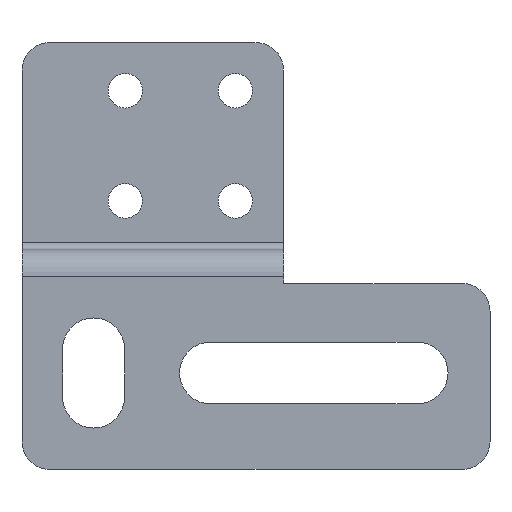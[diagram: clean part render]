
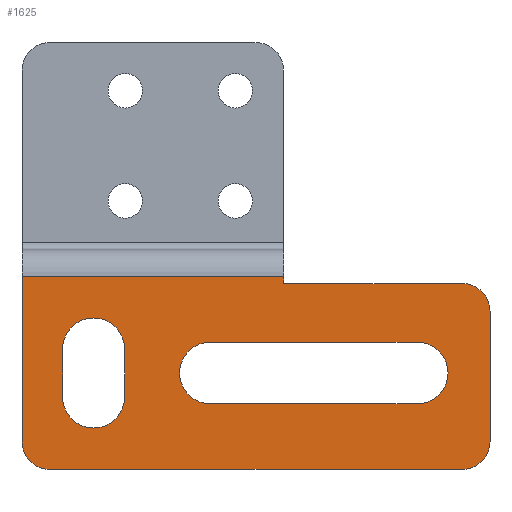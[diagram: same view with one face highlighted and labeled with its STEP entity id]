
A CAD part, left-side view. The second image highlights one B-rep face of the part: STEP entity #1625.
In plain terms, the highlighted planar face has unit normal (-1, 0, 0).
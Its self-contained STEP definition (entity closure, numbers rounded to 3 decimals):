
#80=DIRECTION('',(0.,0.,-1.));
#81=VECTOR('',#80,9.5);
#82=CARTESIAN_POINT('',(0.,-26.5,-12.));
#83=LINE('',#82,#81);
#96=DIRECTION('',(0.,1.,0.));
#97=VECTOR('',#96,30.);
#98=CARTESIAN_POINT('',(0.,-24.5,-23.5));
#99=LINE('',#98,#97);
#112=DIRECTION('',(0.,0.,-1.));
#113=VECTOR('',#112,12.);
#114=CARTESIAN_POINT('',(0.,7.5,-9.5));
#115=LINE('',#114,#113);
#130=DIRECTION('',(0.,1.,0.));
#131=VECTOR('',#130,19.);
#132=CARTESIAN_POINT('',(0.,-11.5,-9.5));
#133=LINE('',#132,#131);
#436=DIRECTION('',(0.,0.,-1.));
#437=VECTOR('',#436,0.5);
#438=CARTESIAN_POINT('',(0.,-11.5,-9.5));
#439=LINE('',#438,#437);
#444=DIRECTION('',(0.,1.,0.));
#445=VECTOR('',#444,13.);
#446=CARTESIAN_POINT('',(0.,-24.5,-10.));
#447=LINE('',#446,#445);
#456=CARTESIAN_POINT('',(0.,-24.5,-12.));
#457=DIRECTION('',(-1.,0.,0.));
#458=DIRECTION('',(0.,-1.,0.));
#459=AXIS2_PLACEMENT_3D('',#456,#457,#458);
#461=CARTESIAN_POINT('',(0.,-24.5,-21.5));
#462=DIRECTION('',(-1.,0.,0.));
#463=DIRECTION('',(0.,0.,-1.));
#464=AXIS2_PLACEMENT_3D('',#461,#462,#463);
#466=CARTESIAN_POINT('',(0.,5.5,-21.5));
#467=DIRECTION('',(-1.,0.,0.));
#468=DIRECTION('',(0.,1.,0.));
#469=AXIS2_PLACEMENT_3D('',#466,#467,#468);
#471=DIRECTION('',(0.,1.,0.));
#472=VECTOR('',#471,15.);
#473=CARTESIAN_POINT('',(0.,-21.2,-18.75));
#474=LINE('',#473,#472);
#475=CARTESIAN_POINT('',(0.,-21.2,-16.5));
#476=DIRECTION('',(1.,0.,0.));
#477=DIRECTION('',(0.,0.,1.));
#478=AXIS2_PLACEMENT_3D('',#475,#476,#477);
#480=CARTESIAN_POINT('',(0.,-6.2,-16.5));
#481=DIRECTION('',(1.,0.,0.));
#482=DIRECTION('',(0.,0.,-1.));
#483=AXIS2_PLACEMENT_3D('',#480,#481,#482);
#485=CARTESIAN_POINT('',(0.,2.3,-18.25));
#486=DIRECTION('',(1.,0.,0.));
#487=DIRECTION('',(0.,-1.,0.));
#488=AXIS2_PLACEMENT_3D('',#485,#486,#487);
#490=CARTESIAN_POINT('',(0.,2.3,-14.75));
#491=DIRECTION('',(1.,0.,0.));
#492=DIRECTION('',(0.,1.,0.));
#493=AXIS2_PLACEMENT_3D('',#490,#491,#492);
#507=DIRECTION('',(0.,-1.,0.));
#508=VECTOR('',#507,15.);
#509=CARTESIAN_POINT('',(0.,-6.2,-14.25));
#510=LINE('',#509,#508);
#523=DIRECTION('',(0.,0.,1.));
#524=VECTOR('',#523,3.5);
#525=CARTESIAN_POINT('',(0.,4.55,-18.25));
#526=LINE('',#525,#524);
#539=DIRECTION('',(0.,0.,-1.));
#540=VECTOR('',#539,3.5);
#541=CARTESIAN_POINT('',(0.,0.05,-14.75));
#542=LINE('',#541,#540);
#589=CARTESIAN_POINT('',(0.,-21.2,-18.75));
#590=CARTESIAN_POINT('',(0.,-6.2,-18.75));
#591=VERTEX_POINT('',#589);
#592=VERTEX_POINT('',#590);
#593=CARTESIAN_POINT('',(0.,-26.5,-12.));
#594=CARTESIAN_POINT('',(0.,-24.5,-10.));
#595=VERTEX_POINT('',#593);
#596=VERTEX_POINT('',#594);
#597=CARTESIAN_POINT('',(0.,-26.5,-21.5));
#598=VERTEX_POINT('',#597);
#599=CARTESIAN_POINT('',(0.,-24.5,-23.5));
#600=VERTEX_POINT('',#599);
#601=CARTESIAN_POINT('',(0.,5.5,-23.5));
#602=VERTEX_POINT('',#601);
#603=CARTESIAN_POINT('',(0.,7.5,-21.5));
#604=VERTEX_POINT('',#603);
#605=CARTESIAN_POINT('',(0.,7.5,-9.5));
#606=VERTEX_POINT('',#605);
#607=CARTESIAN_POINT('',(0.,-11.5,-9.5));
#608=VERTEX_POINT('',#607);
#609=CARTESIAN_POINT('',(0.,-11.5,-10.));
#610=VERTEX_POINT('',#609);
#611=CARTESIAN_POINT('',(0.,-21.2,-14.25));
#612=VERTEX_POINT('',#611);
#613=CARTESIAN_POINT('',(0.,-6.2,-14.25));
#614=VERTEX_POINT('',#613);
#615=CARTESIAN_POINT('',(0.,4.55,-18.25));
#616=CARTESIAN_POINT('',(0.,4.55,-14.75));
#617=VERTEX_POINT('',#615);
#618=VERTEX_POINT('',#616);
#619=CARTESIAN_POINT('',(0.,0.05,-18.25));
#620=VERTEX_POINT('',#619);
#621=CARTESIAN_POINT('',(0.,0.05,-14.75));
#622=VERTEX_POINT('',#621);
#1589=CARTESIAN_POINT('',(0.,-9.5,-16.5));
#1590=DIRECTION('',(1.,0.,0.));
#1591=DIRECTION('',(0.,0.,1.));
#1592=AXIS2_PLACEMENT_3D('',#1589,#1590,#1591);
#1593=PLANE('',#1592);
#1594=ORIENTED_EDGE('',*,*,#763,.F.);
#1595=ORIENTED_EDGE('',*,*,#787,.T.);
#1596=ORIENTED_EDGE('',*,*,#808,.F.);
#1597=ORIENTED_EDGE('',*,*,#829,.T.);
#1598=ORIENTED_EDGE('',*,*,#850,.F.);
#1599=ORIENTED_EDGE('',*,*,#871,.F.);
#1600=ORIENTED_EDGE('',*,*,#912,.F.);
#1601=ORIENTED_EDGE('',*,*,#1556,.T.);
#1602=ORIENTED_EDGE('',*,*,#1575,.F.);
#1603=EDGE_LOOP('',(#1594,#1595,#1596,#1597,#1598,#1599,#1600,#1601,#1602));
#1604=FACE_OUTER_BOUND('',#1603,.F.);
#1606=ORIENTED_EDGE('',*,*,#1605,.F.);
#1608=ORIENTED_EDGE('',*,*,#1607,.F.);
#1610=ORIENTED_EDGE('',*,*,#1609,.F.);
#1612=ORIENTED_EDGE('',*,*,#1611,.F.);
#1613=EDGE_LOOP('',(#1606,#1608,#1610,#1612));
#1614=FACE_BOUND('',#1613,.F.);
#1616=ORIENTED_EDGE('',*,*,#1615,.F.);
#1618=ORIENTED_EDGE('',*,*,#1617,.F.);
#1620=ORIENTED_EDGE('',*,*,#1619,.F.);
#1622=ORIENTED_EDGE('',*,*,#1621,.F.);
#1623=EDGE_LOOP('',(#1616,#1618,#1620,#1622));
#1624=FACE_BOUND('',#1623,.F.);
#1625=ADVANCED_FACE('',(#1604,#1614,#1624),#1593,.F.);
#460=CIRCLE('',#459,2.);
#465=CIRCLE('',#464,2.);
#470=CIRCLE('',#469,2.);
#479=CIRCLE('',#478,2.25);
#484=CIRCLE('',#483,2.25);
#489=CIRCLE('',#488,2.25);
#494=CIRCLE('',#493,2.25);
#763=EDGE_CURVE('',#595,#596,#460,.T.);
#787=EDGE_CURVE('',#595,#598,#83,.T.);
#808=EDGE_CURVE('',#600,#598,#465,.T.);
#829=EDGE_CURVE('',#600,#602,#99,.T.);
#850=EDGE_CURVE('',#604,#602,#470,.T.);
#871=EDGE_CURVE('',#606,#604,#115,.T.);
#912=EDGE_CURVE('',#608,#606,#133,.T.);
#1556=EDGE_CURVE('',#608,#610,#439,.T.);
#1575=EDGE_CURVE('',#596,#610,#447,.T.);
#1605=EDGE_CURVE('',#591,#592,#474,.T.);
#1607=EDGE_CURVE('',#612,#591,#479,.T.);
#1609=EDGE_CURVE('',#614,#612,#510,.T.);
#1611=EDGE_CURVE('',#592,#614,#484,.T.);
#1615=EDGE_CURVE('',#617,#618,#526,.T.);
#1617=EDGE_CURVE('',#620,#617,#489,.T.);
#1619=EDGE_CURVE('',#622,#620,#542,.T.);
#1621=EDGE_CURVE('',#618,#622,#494,.T.);
